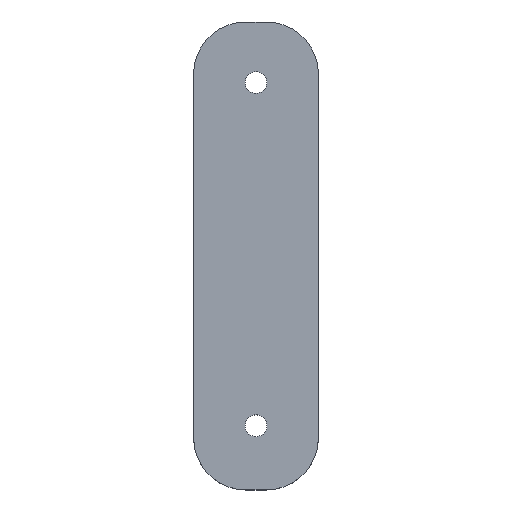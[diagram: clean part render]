
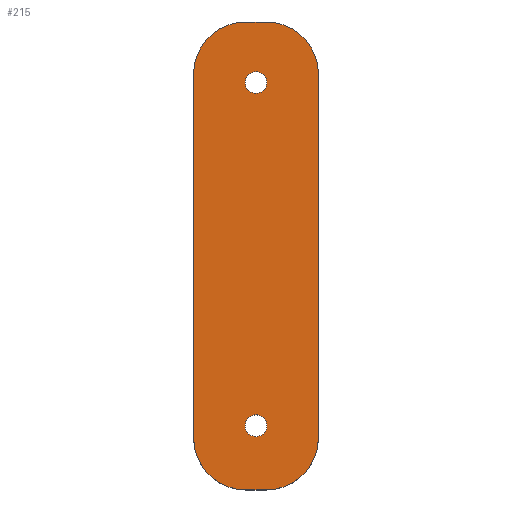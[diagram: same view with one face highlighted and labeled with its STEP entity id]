
A CAD part, top view. The second image highlights one B-rep face of the part: STEP entity #215.
In plain terms, the highlighted planar face has unit normal (0, 0, 1).
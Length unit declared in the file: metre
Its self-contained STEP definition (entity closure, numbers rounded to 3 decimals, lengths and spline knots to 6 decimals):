
#13=CIRCLE('',#238,0.00105);
#15=CIRCLE('',#241,0.00105);
#20=CIRCLE('',#249,0.005);
#21=CIRCLE('',#250,0.005);
#22=CIRCLE('',#251,0.005);
#23=CIRCLE('',#252,0.005);
#60=ORIENTED_EDGE('',*,*,#101,.F.);
#61=ORIENTED_EDGE('',*,*,#99,.F.);
#62=ORIENTED_EDGE('',*,*,#104,.F.);
#63=ORIENTED_EDGE('',*,*,#110,.T.);
#64=ORIENTED_EDGE('',*,*,#86,.F.);
#65=ORIENTED_EDGE('',*,*,#111,.T.);
#66=ORIENTED_EDGE('',*,*,#92,.T.);
#67=ORIENTED_EDGE('',*,*,#112,.T.);
#68=ORIENTED_EDGE('',*,*,#96,.T.);
#69=ORIENTED_EDGE('',*,*,#113,.T.);
#86=EDGE_CURVE('',#114,#115,#134,.T.);
#92=EDGE_CURVE('',#121,#120,#140,.T.);
#96=EDGE_CURVE('',#125,#124,#144,.T.);
#99=EDGE_CURVE('',#127,#127,#13,.T.);
#101=EDGE_CURVE('',#129,#129,#15,.T.);
#104=EDGE_CURVE('',#132,#133,#148,.T.);
#110=EDGE_CURVE('',#132,#115,#20,.T.);
#111=EDGE_CURVE('',#114,#121,#21,.T.);
#112=EDGE_CURVE('',#120,#125,#22,.T.);
#113=EDGE_CURVE('',#124,#133,#23,.T.);
#114=VERTEX_POINT('',#326);
#115=VERTEX_POINT('',#327);
#120=VERTEX_POINT('',#338);
#121=VERTEX_POINT('',#340);
#124=VERTEX_POINT('',#347);
#125=VERTEX_POINT('',#349);
#127=VERTEX_POINT('',#355);
#129=VERTEX_POINT('',#360);
#132=VERTEX_POINT('',#366);
#133=VERTEX_POINT('',#368);
#134=LINE('',#325,#150);
#140=LINE('',#339,#156);
#144=LINE('',#348,#160);
#148=LINE('',#367,#164);
#150=VECTOR('',#261,1.);
#156=VECTOR('',#269,1.);
#160=VECTOR('',#275,1.);
#164=VECTOR('',#293,1.);
#177=EDGE_LOOP('',(#60));
#178=EDGE_LOOP('',(#61));
#179=EDGE_LOOP('',(#62,#63,#64,#65,#66,#67,#68,#69));
#195=FACE_BOUND('',#177,.T.);
#196=FACE_BOUND('',#178,.T.);
#197=FACE_BOUND('',#179,.T.);
#207=PLANE('',#248);
#215=ADVANCED_FACE('',(#195,#196,#197),#207,.T.);
#238=AXIS2_PLACEMENT_3D('',#354,#281,#282);
#241=AXIS2_PLACEMENT_3D('',#359,#287,#288);
#248=AXIS2_PLACEMENT_3D('',#375,#305,#306);
#249=AXIS2_PLACEMENT_3D('',#376,#307,#308);
#250=AXIS2_PLACEMENT_3D('',#377,#309,#310);
#251=AXIS2_PLACEMENT_3D('',#378,#311,#312);
#252=AXIS2_PLACEMENT_3D('',#379,#313,#314);
#261=DIRECTION('',(1.,0.,0.));
#269=DIRECTION('',(0.,-1.,0.));
#275=DIRECTION('',(1.,0.,0.));
#281=DIRECTION('',(0.,0.,1.));
#282=DIRECTION('',(1.,0.,0.));
#287=DIRECTION('',(0.,0.,1.));
#288=DIRECTION('',(1.,0.,0.));
#293=DIRECTION('',(0.,-1.,0.));
#305=DIRECTION('',(0.,0.,1.));
#306=DIRECTION('',(1.,0.,0.));
#307=DIRECTION('',(0.,0.,1.));
#308=DIRECTION('',(1.,0.,0.));
#309=DIRECTION('',(0.,0.,1.));
#310=DIRECTION('',(1.,0.,0.));
#311=DIRECTION('',(0.,0.,1.));
#312=DIRECTION('',(1.,0.,0.));
#313=DIRECTION('',(0.,0.,1.));
#314=DIRECTION('',(1.,0.,0.));
#325=CARTESIAN_POINT('',(0.,0.005827,-0.0029));
#326=CARTESIAN_POINT('',(-0.001,0.005827,-0.0029));
#327=CARTESIAN_POINT('',(0.001,0.005827,-0.0029));
#338=CARTESIAN_POINT('',(-0.006,-0.034173,-0.0029));
#339=CARTESIAN_POINT('',(-0.006,-0.016673,-0.0029));
#340=CARTESIAN_POINT('',(-0.006,0.000827,-0.0029));
#347=CARTESIAN_POINT('',(0.001,-0.039173,-0.0029));
#348=CARTESIAN_POINT('',(0.,-0.039173,-0.0029));
#349=CARTESIAN_POINT('',(-0.001,-0.039173,-0.0029));
#354=CARTESIAN_POINT('',(0.,0.,-0.0029));
#355=CARTESIAN_POINT('',(0.00105,0.,-0.0029));
#359=CARTESIAN_POINT('',(0.,-0.033,-0.0029));
#360=CARTESIAN_POINT('',(0.00105,-0.033,-0.0029));
#366=CARTESIAN_POINT('',(0.006,0.000827,-0.0029));
#367=CARTESIAN_POINT('',(0.006,-0.016673,-0.0029));
#368=CARTESIAN_POINT('',(0.006,-0.034173,-0.0029));
#375=CARTESIAN_POINT('',(0.,-0.016673,-0.0029));
#376=CARTESIAN_POINT('',(0.001,0.000827,-0.0029));
#377=CARTESIAN_POINT('',(-0.001,0.000827,-0.0029));
#378=CARTESIAN_POINT('',(-0.001,-0.034173,-0.0029));
#379=CARTESIAN_POINT('',(0.001,-0.034173,-0.0029));
